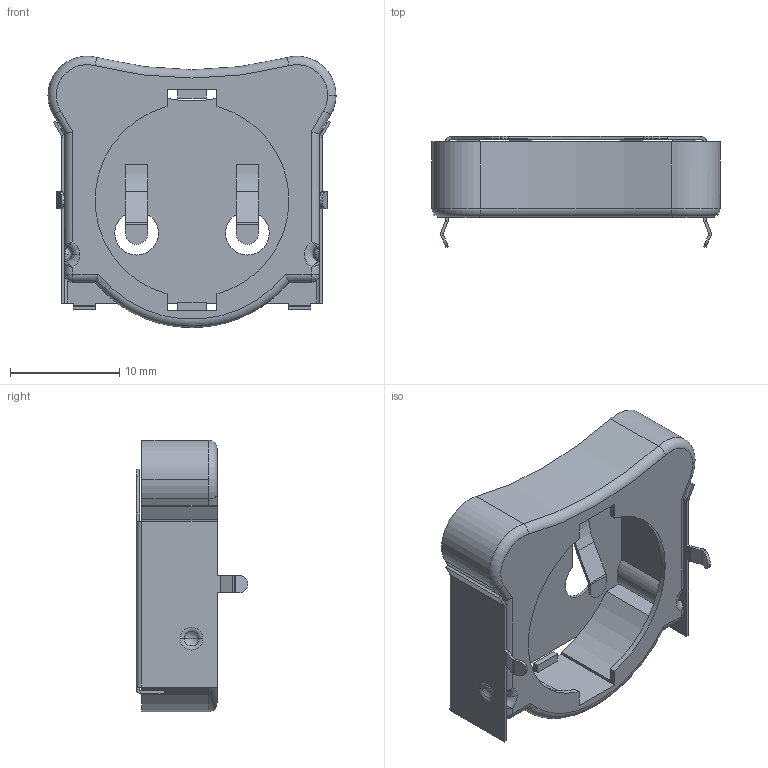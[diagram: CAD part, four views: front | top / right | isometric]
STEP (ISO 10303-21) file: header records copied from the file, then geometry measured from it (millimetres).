
FILE_DESCRIPTION (( 'STEP AP214' ), '1' );
FILE_NAME ('BHX2-2032-PC.STEP', '2024-06-26T01:56:29', ( '' ), ( '' ), 'SwSTEP 2.0', 'SolidWorks 2021', '' );
FILE_SCHEMA (( 'AUTOMOTIVE_DESIGN' ));
Length unit declared in the file: inch
Products named in the file (3): BHX2-2032-PC; BHX2-2032-PC sheetmetal; BHX2-2032-PC insulator
Assembly tree (2 placements, depth 2):
  BHX2-2032-PC
    BHX2-2032-PC sheetmetal
    BHX2-2032-PC insulator
Bounding box: 26.4 x 10.2 x 24.86 mm (x, y, z)
Volume: 1145.3 mm3; surface area: 3136.6 mm2
Topology: 2 solids, 2 shells, 251 faces, 597 edges, 348 vertices
Faces by surface type: plane 142, cylinder 79, torus 16, sphere 8, bspline 6
Entity records: 7397 total; most frequent: CARTESIAN_POINT 1493, DIRECTION 1251, ORIENTED_EDGE 1182, EDGE_CURVE 591, AXIS2_PLACEMENT_3D 438, LINE 375, VECTOR 375, VERTEX_POINT 348
